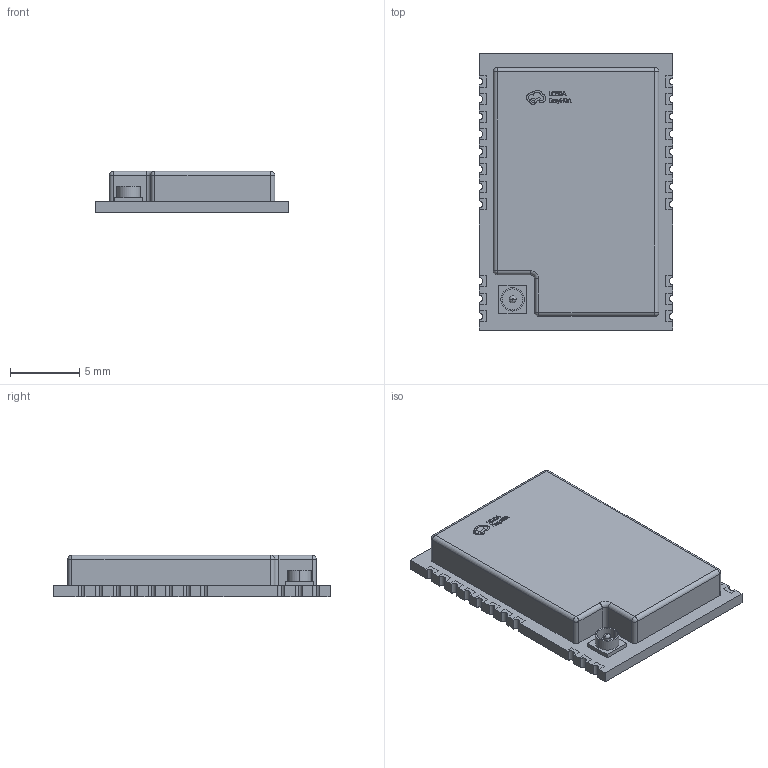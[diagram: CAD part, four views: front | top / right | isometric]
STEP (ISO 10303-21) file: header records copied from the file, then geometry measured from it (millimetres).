
FILE_DESCRIPTION (( 'STEP AP214' ), '1' );
FILE_NAME ('WIRELM-SMD_L20.0-W14.0-H3.0-E22-900M22S.step', '2022-07-15T13:48:35', ( '' ), ( '' ), 'SwSTEP 2.0', 'SolidWorks 2020', '' );
FILE_SCHEMA (( 'AUTOMOTIVE_DESIGN' ));
Length unit declared in the file: millimetre
Products named in the file (1): WIRELM-SMD_L20.0-W14.0-H3.0-E22-900M22S
Bounding box: 14 x 20 x 3 mm (x, y, z)
Volume: 678.1 mm3; surface area: 750.9 mm2
Topology: 14 solids, 14 shells, 384 faces, 1158 edges, 809 vertices
Faces by surface type: plane 227, bspline 98, cylinder 51, sphere 5, torus 3
Entity records: 18131 total; most frequent: CARTESIAN_POINT 3849, ORIENTED_EDGE 2306, DIRECTION 1620, EDGE_CURVE 1153, VECTOR 832, LINE 832, VERTEX_POINT 809, EDGE_LOOP 408
